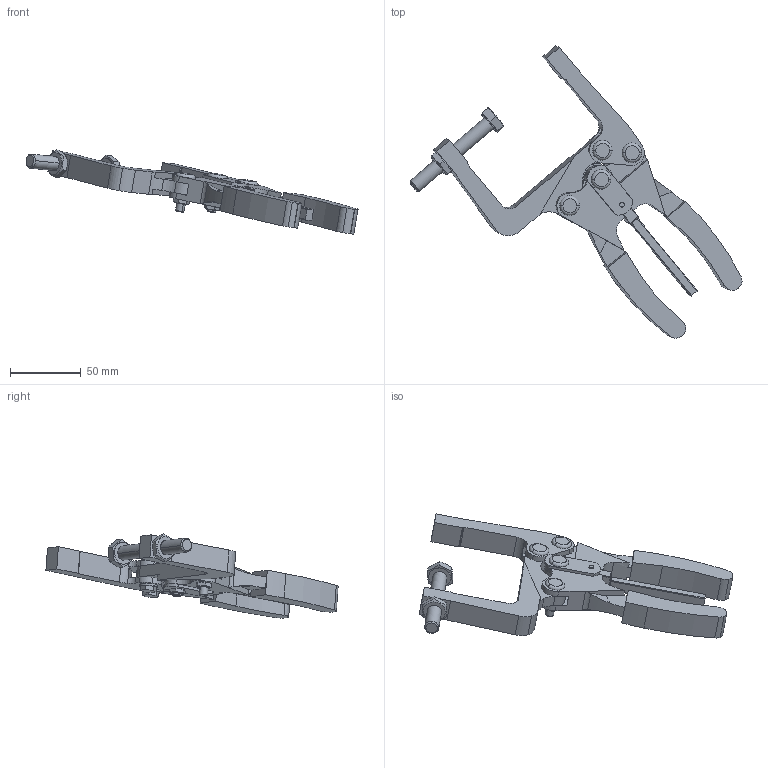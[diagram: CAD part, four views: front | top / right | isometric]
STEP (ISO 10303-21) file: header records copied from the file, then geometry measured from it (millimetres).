
FILE_DESCRIPTION(('CATIA V5 STEP Exchange'),'2;1');
FILE_NAME('SPANNZANGE_TS_G_545_JW87_357911.stp','2018-08-16T12:05:43+00:00',('none'),('none'),'CATIA Version 5 Release 19 SP 9 (IN-10)','CATIA V5 STEP AP214','none');
FILE_SCHEMA(('AUTOMOTIVE_DESIGN { 1 0 10303 214 1 1 1 1 }'));
Length unit declared in the file: millimetre
Products named in the file (1): SPANNZANGE_TS_G_545_JW87_357911
Bounding box: 234.6 x 206.51 x 59.43 mm (x, y, z)
Volume: 143983.8 mm3; surface area: 48845.3 mm2
Topology: 1 solids, 5 shells, 347 faces, 1018 edges, 698 vertices
Faces by surface type: plane 183, cylinder 128, cone 28, torus 8
Entity records: 12796 total; most frequent: CARTESIAN_POINT 3946, ORIENTED_EDGE 2036, DIRECTION 1462, EDGE_CURVE 1018, VERTEX_POINT 698, AXIS2_PLACEMENT_3D 649, VECTOR 477, LINE 477
